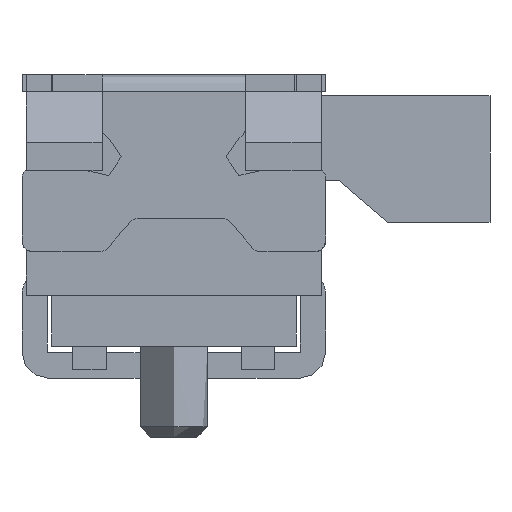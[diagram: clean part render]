
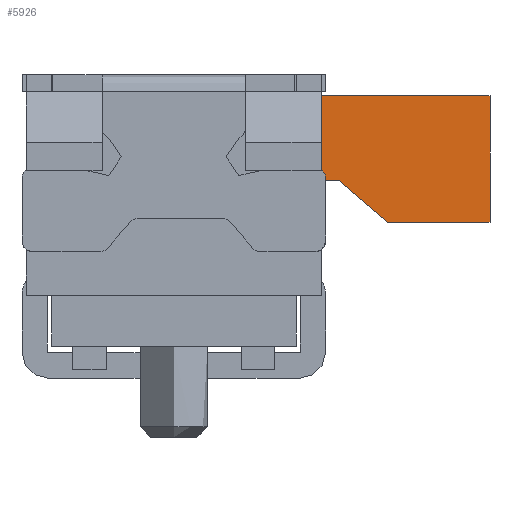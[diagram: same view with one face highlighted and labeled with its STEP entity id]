
A CAD part, left-side view. The second image highlights one B-rep face of the part: STEP entity #5926.
In plain terms, the highlighted planar face has unit normal (-1, 0, 0).
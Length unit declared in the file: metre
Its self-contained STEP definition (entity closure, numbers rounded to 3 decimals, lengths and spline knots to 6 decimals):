
#493=FACE_OUTER_BOUND('',#812,.T.);
#812=EDGE_LOOP('',(#5171,#5172,#5173,#5174,#5175,#5176));
#1316=LINE('',#9266,#2010);
#1477=LINE('',#9927,#2171);
#1479=LINE('',#9931,#2173);
#1516=LINE('',#10053,#2210);
#1527=LINE('',#10087,#2221);
#1528=LINE('',#10089,#2222);
#2010=VECTOR('',#7321,1.);
#2171=VECTOR('',#7642,1.);
#2173=VECTOR('',#7646,1.);
#2210=VECTOR('',#7753,1.);
#2221=VECTOR('',#7804,1.);
#2222=VECTOR('',#7807,1.);
#2730=VERTEX_POINT('',#9262);
#2731=VERTEX_POINT('',#9264);
#2828=VERTEX_POINT('',#9923);
#2829=VERTEX_POINT('',#9925);
#2830=VERTEX_POINT('',#9929);
#2840=VERTEX_POINT('',#10051);
#3430=EDGE_CURVE('',#2731,#2730,#1316,.T.);
#3621=EDGE_CURVE('',#2829,#2828,#1477,.T.);
#3623=EDGE_CURVE('',#2730,#2830,#1479,.T.);
#3665=EDGE_CURVE('',#2840,#2731,#1516,.T.);
#3679=EDGE_CURVE('',#2830,#2829,#1527,.T.);
#3680=EDGE_CURVE('',#2828,#2840,#1528,.T.);
#5171=ORIENTED_EDGE('',*,*,#3665,.F.);
#5172=ORIENTED_EDGE('',*,*,#3680,.F.);
#5173=ORIENTED_EDGE('',*,*,#3621,.F.);
#5174=ORIENTED_EDGE('',*,*,#3679,.F.);
#5175=ORIENTED_EDGE('',*,*,#3623,.F.);
#5176=ORIENTED_EDGE('',*,*,#3430,.F.);
#5625=PLANE('',#6349);
#5926=ADVANCED_FACE('',(#493),#5625,.F.);
#6349=AXIS2_PLACEMENT_3D('',#10090,#7808,#7809);
#7321=DIRECTION('',(0.,0.,1.));
#7642=DIRECTION('',(0.,1.,0.));
#7646=DIRECTION('',(0.,-1.,0.));
#7753=DIRECTION('',(0.,1.,0.));
#7804=DIRECTION('',(0.,0.,-1.));
#7807=DIRECTION('',(0.,0.763,0.647));
#7808=DIRECTION('center_axis',(1.,0.,0.));
#7809=DIRECTION('ref_axis',(0.,0.,1.));
#9262=CARTESIAN_POINT('',(-0.00175,-0.00145,0.00335));
#9264=CARTESIAN_POINT('',(-0.00175,-0.00145,0.00235));
#9266=CARTESIAN_POINT('',(-0.00175,-0.00145,0.00235));
#9923=CARTESIAN_POINT('',(-0.00175,-0.002539,0.00185));
#9925=CARTESIAN_POINT('',(-0.00175,-0.00375,0.00185));
#9927=CARTESIAN_POINT('',(-0.00175,-0.00375,0.00185));
#9929=CARTESIAN_POINT('',(-0.00175,-0.00375,0.00335));
#9931=CARTESIAN_POINT('',(-0.00175,-0.00145,0.00335));
#10051=CARTESIAN_POINT('',(-0.00175,-0.00195,0.00235));
#10053=CARTESIAN_POINT('',(-0.00175,-0.00195,0.00235));
#10087=CARTESIAN_POINT('',(-0.00175,-0.00375,0.00335));
#10089=CARTESIAN_POINT('',(-0.00175,-0.002539,0.00185));
#10090=CARTESIAN_POINT('Origin',(-0.00175,-0.00145,
0.00038));
